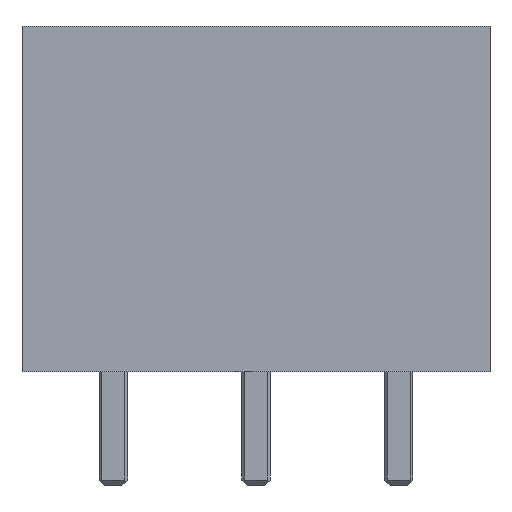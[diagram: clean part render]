
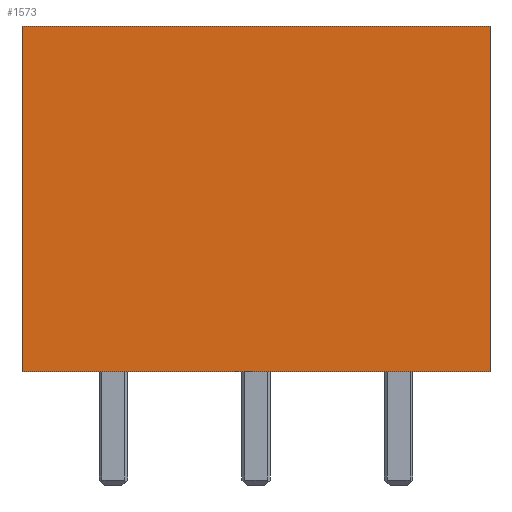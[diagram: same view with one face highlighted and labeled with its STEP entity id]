
A CAD part, front view. The second image highlights one B-rep face of the part: STEP entity #1573.
In plain terms, the highlighted planar face has unit normal (0, -1, 0).
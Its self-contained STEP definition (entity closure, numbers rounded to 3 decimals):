
#122 = CARTESIAN_POINT ( 'NONE',  ( -8.2, -4.1, 12.1 ) ) ;
#257 = LINE ( 'NONE', #3101, #3691 ) ;
#316 = ORIENTED_EDGE ( 'NONE', *, *, #1192, .F. ) ;
#463 = CARTESIAN_POINT ( 'NONE',  ( 8.2, -4.1, 0. ) ) ;
#623 = ORIENTED_EDGE ( 'NONE', *, *, #1449, .T. ) ;
#978 = EDGE_CURVE ( 'NONE', #2752, #4312, #257, .T. ) ;
#999 = CARTESIAN_POINT ( 'NONE',  ( 8.2, -4.1, 12.1 ) ) ;
#1077 = LINE ( 'NONE', #122, #1932 ) ;
#1183 = DIRECTION ( 'NONE',  ( 1., 0., 0. ) ) ;
#1192 = EDGE_CURVE ( 'NONE', #2535, #2752, #1077, .T. ) ;
#1449 = EDGE_CURVE ( 'NONE', #4668, #4312, #1806, .T. ) ;
#1511 = ORIENTED_EDGE ( 'NONE', *, *, #978, .F. ) ;
#1573 = ADVANCED_FACE ( 'NONE', ( #1638 ), #4106, .F. ) ;
#1638 = FACE_OUTER_BOUND ( 'NONE', #2917, .T. ) ;
#1651 = EDGE_CURVE ( 'NONE', #2535, #4668, #3147, .T. ) ;
#1753 = CARTESIAN_POINT ( 'NONE',  ( -8.2, -4.1, 0. ) ) ;
#1806 = LINE ( 'NONE', #4045, #4622 ) ;
#1830 = DIRECTION ( 'NONE',  ( 1., 0., 0. ) ) ;
#1932 = VECTOR ( 'NONE', #1183, 1000. ) ;
#1938 = CARTESIAN_POINT ( 'NONE',  ( -8.2, -4.1, 12.1 ) ) ;
#2416 = DIRECTION ( 'NONE',  ( 0., 0., -1. ) ) ;
#2535 = VERTEX_POINT ( 'NONE', #1938 ) ;
#2728 = DIRECTION ( 'NONE',  ( 0., 0., -1. ) ) ;
#2752 = VERTEX_POINT ( 'NONE', #999 ) ;
#2917 = EDGE_LOOP ( 'NONE', ( #623, #1511, #316, #4470 ) ) ;
#3101 = CARTESIAN_POINT ( 'NONE',  ( 8.2, -4.1, 12.1 ) ) ;
#3147 = LINE ( 'NONE', #3468, #4033 ) ;
#3468 = CARTESIAN_POINT ( 'NONE',  ( -8.2, -4.1, 12.1 ) ) ;
#3581 = AXIS2_PLACEMENT_3D ( 'NONE', #4464, #4413, #3707 ) ;
#3691 = VECTOR ( 'NONE', #2416, 1000. ) ;
#3707 = DIRECTION ( 'NONE',  ( 0., 0., 1. ) ) ;
#4033 = VECTOR ( 'NONE', #2728, 1000. ) ;
#4045 = CARTESIAN_POINT ( 'NONE',  ( -8.2, -4.1, 0. ) ) ;
#4106 = PLANE ( 'NONE',  #3581 ) ;
#4312 = VERTEX_POINT ( 'NONE', #463 ) ;
#4413 = DIRECTION ( 'NONE',  ( 0., 1., 0. ) ) ;
#4464 = CARTESIAN_POINT ( 'NONE',  ( -8.2, -4.1, 12.1 ) ) ;
#4470 = ORIENTED_EDGE ( 'NONE', *, *, #1651, .T. ) ;
#4622 = VECTOR ( 'NONE', #1830, 1000. ) ;
#4668 = VERTEX_POINT ( 'NONE', #1753 ) ;
